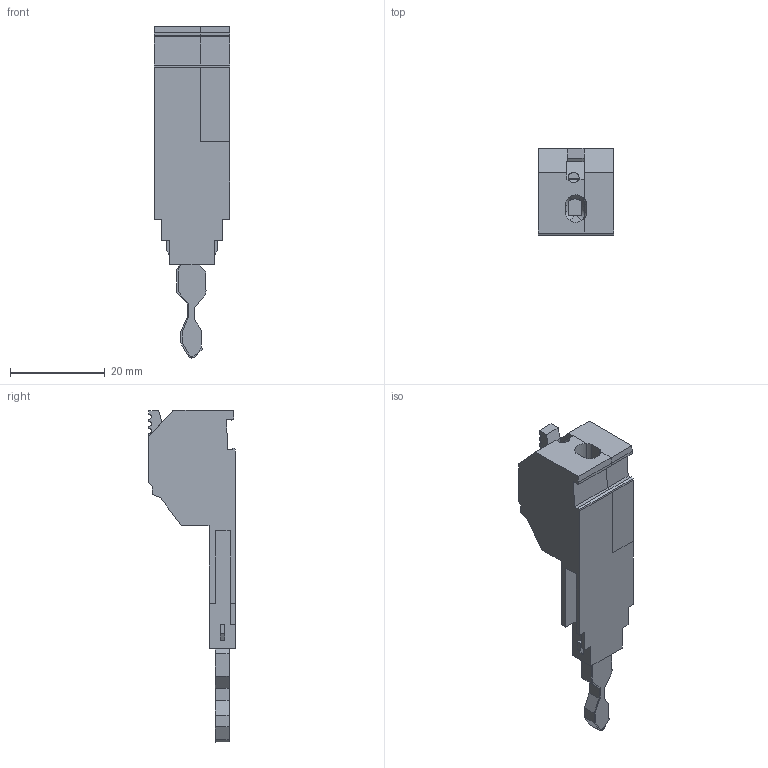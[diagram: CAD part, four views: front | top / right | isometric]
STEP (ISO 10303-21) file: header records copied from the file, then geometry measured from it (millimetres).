
FILE_DESCRIPTION(('Creo Elements/Direct Modeling STEP Export'),'2;1');
FILE_NAME('model.stp','2023-09-27T13:56:05',(''),(''),'Creo Elements/Direct Modeling STEP processor for AP214 (Solid Model)','Creo Elements/Direct Modeling 20.1D 10-Oct-2020 (C) Parametric Technology GmbH','');
FILE_SCHEMA(('AUTOMOTIVE_DESIGN { 1 0 10303 214 1 1 1 1 }'));
Length unit declared in the file: millimetre
Products named in the file (2): LPO_35_E-SELECT
Assembly tree (1 placements, depth 2):
  LPO_35_E-SELECT
    LPO_35_E-SELECT
Bounding box: 16 x 18.28 x 70.09 mm (x, y, z)
Volume: 7871.5 mm3; surface area: 3912.7 mm2
Topology: 1 solids, 1 shells, 155 faces, 448 edges, 298 vertices
Faces by surface type: plane 129, cylinder 24, extrusion 2
Entity records: 6985 total; most frequent: CARTESIAN_POINT 1705, ORIENTED_EDGE 898, DIRECTION 728, EDGE_CURVE 449, VECTOR 366, LINE 364, VERTEX_POINT 299, AXIS2_PLACEMENT_3D 181
